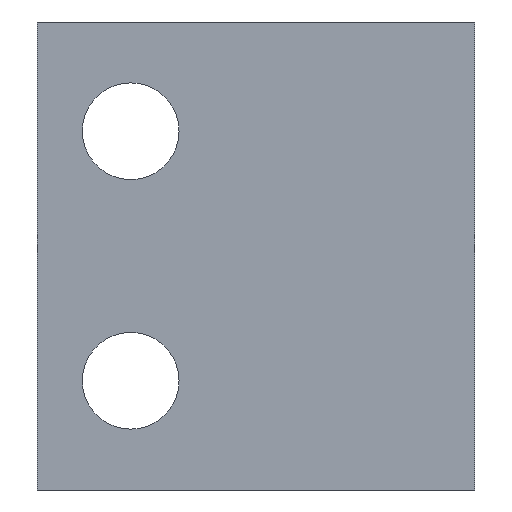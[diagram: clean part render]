
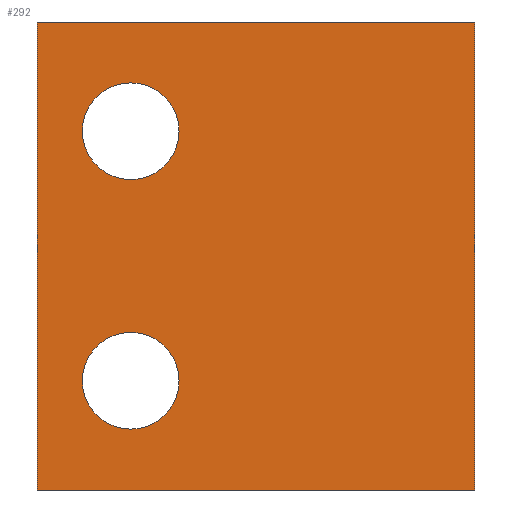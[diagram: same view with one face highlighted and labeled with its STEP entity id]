
A CAD part, left-side view. The second image highlights one B-rep face of the part: STEP entity #292.
In plain terms, the highlighted planar face has unit normal (-1, 0, 0).
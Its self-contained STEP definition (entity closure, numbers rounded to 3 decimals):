
#4 = CARTESIAN_POINT ( 'NONE',  ( -2., 6., 7.5 ) ) ;
#5 = ORIENTED_EDGE ( 'NONE', *, *, #245, .T. ) ;
#6 = DIRECTION ( 'NONE',  ( 0., -1., 0. ) ) ;
#9 = EDGE_LOOP ( 'NONE', ( #79, #199 ) ) ;
#16 = EDGE_CURVE ( 'NONE', #201, #271, #124, .T. ) ;
#17 = VERTEX_POINT ( 'NONE', #331 ) ;
#22 = AXIS2_PLACEMENT_3D ( 'NONE', #256, #132, #40 ) ;
#25 = CARTESIAN_POINT ( 'NONE',  ( -2., 6., 7.5 ) ) ;
#33 = LINE ( 'NONE', #158, #103 ) ;
#35 = LINE ( 'NONE', #244, #144 ) ;
#40 = DIRECTION ( 'NONE',  ( 0., 0., -1. ) ) ;
#45 = DIRECTION ( 'NONE',  ( 0., 0., -1. ) ) ;
#46 = ORIENTED_EDGE ( 'NONE', *, *, #310, .F. ) ;
#67 = CARTESIAN_POINT ( 'NONE',  ( -2., 3., -4. ) ) ;
#69 = CARTESIAN_POINT ( 'NONE',  ( -2., -8.032, 7.5 ) ) ;
#70 = ORIENTED_EDGE ( 'NONE', *, *, #287, .F. ) ;
#79 = ORIENTED_EDGE ( 'NONE', *, *, #344, .T. ) ;
#81 = AXIS2_PLACEMENT_3D ( 'NONE', #67, #281, #194 ) ;
#82 = AXIS2_PLACEMENT_3D ( 'NONE', #4, #253, #122 ) ;
#94 = ORIENTED_EDGE ( 'NONE', *, *, #235, .T. ) ;
#95 = CARTESIAN_POINT ( 'NONE',  ( -2., 3., -2.45 ) ) ;
#97 = FACE_BOUND ( 'NONE', #9, .T. ) ;
#103 = VECTOR ( 'NONE', #6, 1000. ) ;
#107 = VERTEX_POINT ( 'NONE', #25 ) ;
#109 = DIRECTION ( 'NONE',  ( 0., 0., -1. ) ) ;
#110 = DIRECTION ( 'NONE',  ( 0., 0., -1. ) ) ;
#113 = CIRCLE ( 'NONE', #22, 1.55 ) ;
#122 = DIRECTION ( 'NONE',  ( 0., 1., 0. ) ) ;
#124 = CIRCLE ( 'NONE', #356, 1.55 ) ;
#132 = DIRECTION ( 'NONE',  ( 1., 0., 0. ) ) ;
#137 = CARTESIAN_POINT ( 'NONE',  ( -2., 6., -7.5 ) ) ;
#142 = VERTEX_POINT ( 'NONE', #399 ) ;
#144 = VECTOR ( 'NONE', #378, 1000. ) ;
#150 = CIRCLE ( 'NONE', #81, 1.55 ) ;
#154 = LINE ( 'NONE', #360, #167 ) ;
#158 = CARTESIAN_POINT ( 'NONE',  ( -2., 6., 7.5 ) ) ;
#164 = DIRECTION ( 'NONE',  ( 0., 0., -1. ) ) ;
#167 = VECTOR ( 'NONE', #109, 1000. ) ;
#192 = CARTESIAN_POINT ( 'NONE',  ( -2., 3., -5.55 ) ) ;
#194 = DIRECTION ( 'NONE',  ( 0., 0., -1. ) ) ;
#195 = CIRCLE ( 'NONE', #223, 1.55 ) ;
#199 = ORIENTED_EDGE ( 'NONE', *, *, #377, .T. ) ;
#200 = CARTESIAN_POINT ( 'NONE',  ( -2., 6., 7.5 ) ) ;
#201 = VERTEX_POINT ( 'NONE', #95 ) ;
#223 = AXIS2_PLACEMENT_3D ( 'NONE', #387, #321, #164 ) ;
#229 = VECTOR ( 'NONE', #45, 1000. ) ;
#235 = EDGE_CURVE ( 'NONE', #271, #201, #150, .T. ) ;
#244 = CARTESIAN_POINT ( 'NONE',  ( -2., 6., -7.5 ) ) ;
#245 = EDGE_CURVE ( 'NONE', #343, #142, #35, .T. ) ;
#247 = ORIENTED_EDGE ( 'NONE', *, *, #352, .T. ) ;
#250 = PLANE ( 'NONE',  #82 ) ;
#253 = DIRECTION ( 'NONE',  ( 1., 0., 0. ) ) ;
#256 = CARTESIAN_POINT ( 'NONE',  ( -2., 3., 4. ) ) ;
#268 = ORIENTED_EDGE ( 'NONE', *, *, #16, .T. ) ;
#271 = VERTEX_POINT ( 'NONE', #192 ) ;
#281 = DIRECTION ( 'NONE',  ( 1., 0., 0. ) ) ;
#283 = FACE_OUTER_BOUND ( 'NONE', #357, .T. ) ;
#287 = EDGE_CURVE ( 'NONE', #107, #296, #33, .T. ) ;
#292 = ADVANCED_FACE ( 'NONE', ( #97, #400, #283 ), #250, .F. ) ;
#296 = VERTEX_POINT ( 'NONE', #69 ) ;
#297 = CARTESIAN_POINT ( 'NONE',  ( -2., 3., -4. ) ) ;
#310 = EDGE_CURVE ( 'NONE', #296, #142, #154, .T. ) ;
#321 = DIRECTION ( 'NONE',  ( 1., 0., 0. ) ) ;
#331 = CARTESIAN_POINT ( 'NONE',  ( -2., 3., 5.55 ) ) ;
#343 = VERTEX_POINT ( 'NONE', #137 ) ;
#344 = EDGE_CURVE ( 'NONE', #380, #17, #195, .T. ) ;
#351 = LINE ( 'NONE', #200, #229 ) ;
#352 = EDGE_CURVE ( 'NONE', #107, #343, #351, .T. ) ;
#356 = AXIS2_PLACEMENT_3D ( 'NONE', #297, #388, #110 ) ;
#357 = EDGE_LOOP ( 'NONE', ( #5, #46, #70, #247 ) ) ;
#360 = CARTESIAN_POINT ( 'NONE',  ( -2., -8.032, 7.5 ) ) ;
#377 = EDGE_CURVE ( 'NONE', #17, #380, #113, .T. ) ;
#378 = DIRECTION ( 'NONE',  ( 0., -1., 0. ) ) ;
#380 = VERTEX_POINT ( 'NONE', #384 ) ;
#384 = CARTESIAN_POINT ( 'NONE',  ( -2., 3., 2.45 ) ) ;
#385 = EDGE_LOOP ( 'NONE', ( #94, #268 ) ) ;
#387 = CARTESIAN_POINT ( 'NONE',  ( -2., 3., 4. ) ) ;
#388 = DIRECTION ( 'NONE',  ( 1., 0., 0. ) ) ;
#399 = CARTESIAN_POINT ( 'NONE',  ( -2., -8.032, -7.5 ) ) ;
#400 = FACE_BOUND ( 'NONE', #385, .T. ) ;
